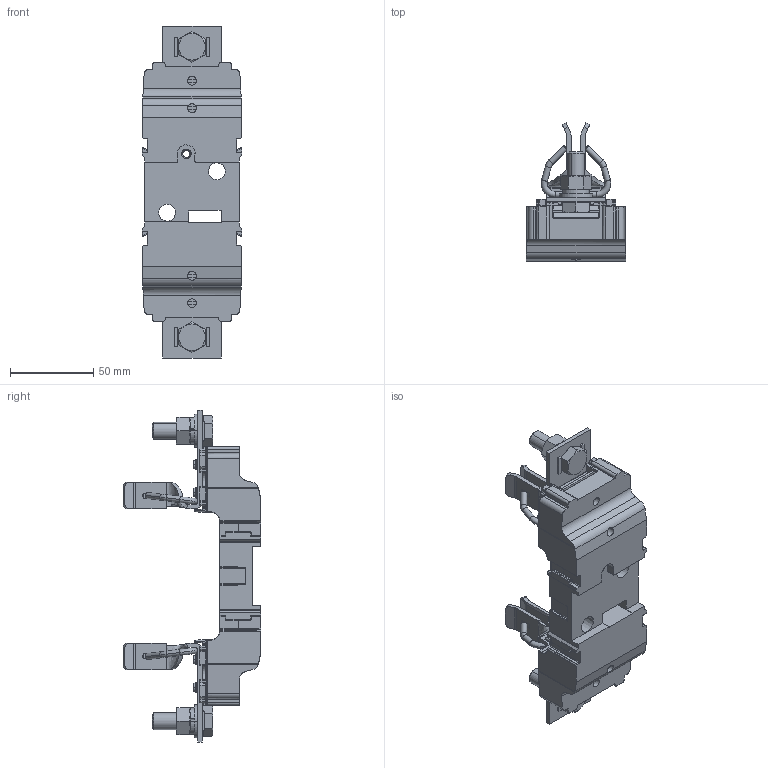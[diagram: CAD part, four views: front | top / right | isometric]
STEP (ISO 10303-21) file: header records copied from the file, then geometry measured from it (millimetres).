
FILE_DESCRIPTION((''),'2;1');
FILE_NAME('004121400_PT1_M10-M10_1P_ASM','2023-10-25T09:12:40',('klemen.sitar'),('Audax d.o.o.'),'CREO PARAMETRIC BY PTC INC, 2021304','CREO PARAMETRIC BY PTC INC, 2021304','');
FILE_SCHEMA(('AP242_MANAGED_MODEL_BASED_3D_ENGINEERING_MIM_LF { 1 0 10303 442 1 1 4 }'));
Products named in the file (19): 0000032607_1_1_2_3_4_1_1_1_1; 0000032604_1_1_2_3_4_1_1_1_1; 0000032603_1_1_2_3_4_1_1_1_1; 0000032605_1_1_2_3_4_1_1_1_1; M8_T_ASM_1_ASM; 0000047317_1_1_2_3_1_1_1_1; 0000038645_AF1_1_1_2_3_4_1_1_1_; 0000038447_1_1_2_3_4_1_1_1_1; TOP_ASM_1_ASM; M8_B_ASM; 0000038645_AF0_1_1_2_3_4_1_1_1_; BOT_ASM_1_ASM; ETI_LOGO_13_2X7_71MM_1_1; ETI_LOGO_13_2X7_71MM_1_2; ETI_LOGO_13_2X7_71MM_1_3; ETI_LOGO_13_2X7_71MM_1_ASM; BASE_V5_1_1_2_ASM_1_1; BASE_ASM_1_ASM; 004121400_PT1_M10-M10_1P_ASM
Assembly tree (26 placements, depth 4):
  004121400_PT1_M10-M10_1P_ASM
    TOP_ASM_1_ASM
      M8_T_ASM_1_ASM
        0000032607_1_1_2_3_4_1_1_1_1
        0000032604_1_1_2_3_4_1_1_1_1
        0000032603_1_1_2_3_4_1_1_1_1
        0000032605_1_1_2_3_4_1_1_1_1
      0000047317_1_1_2_3_1_1_1_1  x2
      0000038645_AF1_1_1_2_3_4_1_1_1_
      0000038447_1_1_2_3_4_1_1_1_1
    BOT_ASM_1_ASM
      M8_B_ASM
        0000032607_1_1_2_3_4_1_1_1_1
        0000032604_1_1_2_3_4_1_1_1_1
        0000032603_1_1_2_3_4_1_1_1_1
        0000032605_1_1_2_3_4_1_1_1_1
      0000047317_1_1_2_3_1_1_1_1  x2
      0000038645_AF0_1_1_2_3_4_1_1_1_
      0000038447_1_1_2_3_4_1_1_1_1
    BASE_ASM_1_ASM
      ETI_LOGO_13_2X7_71MM_1_ASM
        ETI_LOGO_13_2X7_71MM_1_1
        ETI_LOGO_13_2X7_71MM_1_2
        ETI_LOGO_13_2X7_71MM_1_3
      BASE_V5_1_1_2_ASM_1_1
Bounding box: 59.8 x 83.1 x 200 mm (x, y, z)
Volume: 236250 mm3; surface area: 68059.8 mm2
Topology: 20 solids, 30 shells, 1652 faces, 4202 edges, 2565 vertices
Faces by surface type: plane 592, cylinder 570, bspline 170, cone 136, torus 132, extrusion 28, sphere 24
Entity records: 84084 total; most frequent: CARTESIAN_POINT 38131, ORIENTED_EDGE 7114, DIRECTION 6659, EDGE_CURVE 3565, AXIS2_PLACEMENT_3D 2421, VERTEX_POINT 2189, VECTOR 1817, PRESENTATION_STYLE_ASSIGNMENT 1801
